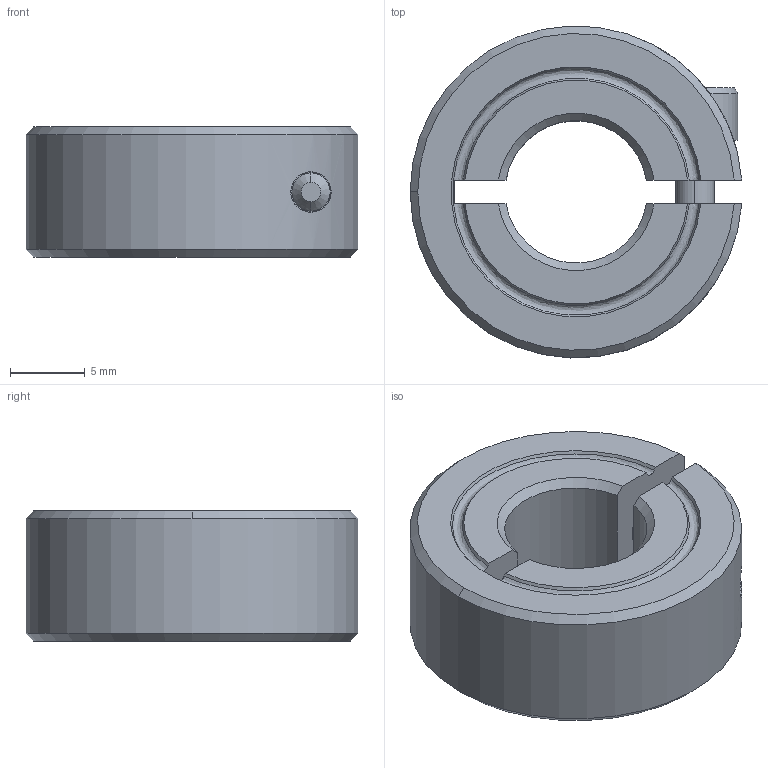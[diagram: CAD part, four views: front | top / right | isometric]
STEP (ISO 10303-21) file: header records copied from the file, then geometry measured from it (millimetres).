
FILE_DESCRIPTION (( 'STEP AP214' ), '1' );
FILE_NAME ('cl-6-a.step', '2018-12-20T15:03:57', ( '' ), ( '' ), 'SwSTEP 2.0', 'SolidWorks 2018', '' );
FILE_SCHEMA (( 'AUTOMOTIVE_DESIGN' ));
Length unit declared in the file: millimetre
Products named in the file (3): cl-6-a_02; cl-6-a_01; cl-6-a
Assembly tree (2 placements, depth 2):
  cl-6-a
    cl-6-a_01
    cl-6-a_02
Bounding box: 22.2 x 22.21 x 8.71 mm (x, y, z)
Volume: 2523.2 mm3; surface area: 1882.5 mm2
Topology: 2 solids, 2 shells, 49 faces, 122 edges, 80 vertices
Faces by surface type: plane 20, cylinder 14, cone 14, bspline 1
Entity records: 1938 total; most frequent: CARTESIAN_POINT 451, ORIENTED_EDGE 244, DIRECTION 241, EDGE_CURVE 122, AXIS2_PLACEMENT_3D 94, VERTEX_POINT 80, EDGE_LOOP 56, LINE 53
